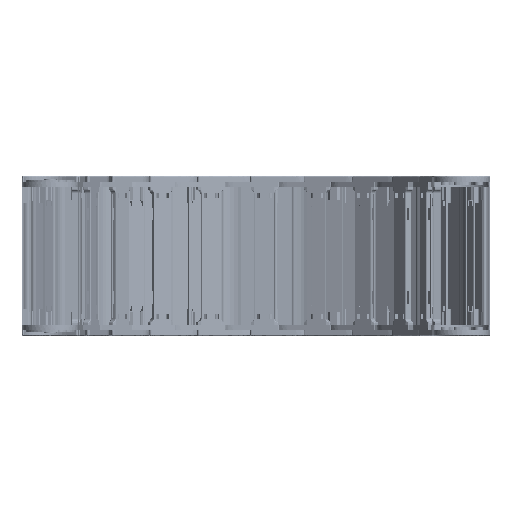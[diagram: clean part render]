
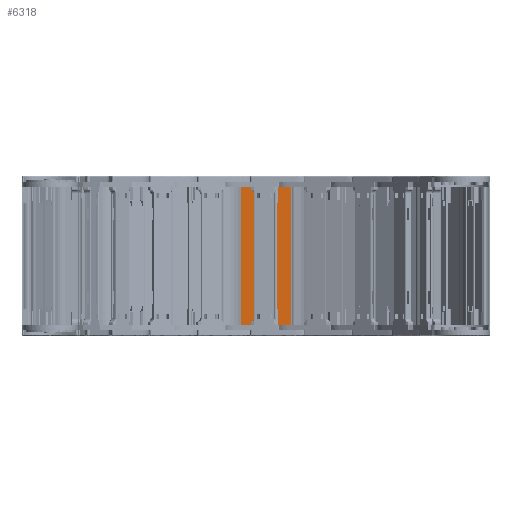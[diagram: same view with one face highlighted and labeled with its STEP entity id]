
A CAD part, left-side view. The second image highlights one B-rep face of the part: STEP entity #6318.
In plain terms, the highlighted face is planar.
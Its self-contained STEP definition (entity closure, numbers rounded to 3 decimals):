
#88 = DIRECTION ( 'NONE',  ( 0., 0., 1. ) ) ;
#719 = AXIS2_PLACEMENT_3D ( 'NONE', #23931, #6384, #15603 ) ;
#721 = VERTEX_POINT ( 'NONE', #16313 ) ;
#2410 = ORIENTED_EDGE ( 'NONE', *, *, #2656, .F. ) ;
#2515 = LINE ( 'NONE', #32990, #3457 ) ;
#2656 = EDGE_CURVE ( 'NONE', #37792, #33232, #29063, .T. ) ;
#2792 = VECTOR ( 'NONE', #8886, 1000. ) ;
#2893 = CARTESIAN_POINT ( 'NONE',  ( -13.51, -39.416, -57.805 ) ) ;
#3053 = EDGE_CURVE ( 'NONE', #37792, #22344, #22137, .T. ) ;
#3245 = CARTESIAN_POINT ( 'NONE',  ( 43.49, -39.416, -235.455 ) ) ;
#3457 = VECTOR ( 'NONE', #21279, 1000. ) ;
#3973 = CARTESIAN_POINT ( 'NONE',  ( 4.49, -39.416, -57.805 ) ) ;
#4086 = ORIENTED_EDGE ( 'NONE', *, *, #21369, .T. ) ;
#4113 = VECTOR ( 'NONE', #88, 1000. ) ;
#4265 = ORIENTED_EDGE ( 'NONE', *, *, #5687, .T. ) ;
#5094 = LINE ( 'NONE', #20658, #2792 ) ;
#5473 = FACE_OUTER_BOUND ( 'NONE', #14685, .T. ) ;
#5646 = CARTESIAN_POINT ( 'NONE',  ( 18.49, -39.416, -35.055 ) ) ;
#5687 = EDGE_CURVE ( 'NONE', #37800, #30271, #35366, .T. ) ;
#5745 = CARTESIAN_POINT ( 'NONE',  ( 24.49, -39.416, -235.455 ) ) ;
#6131 = CARTESIAN_POINT ( 'NONE',  ( -13.51, -39.416, -235.455 ) ) ;
#6291 = VERTEX_POINT ( 'NONE', #2893 ) ;
#6318 = ADVANCED_FACE ( 'NONE', ( #5473 ), #15343, .F. ) ;
#6384 = DIRECTION ( 'NONE',  ( 0., -1., 0. ) ) ;
#6789 = DIRECTION ( 'NONE',  ( 0., 0., -1. ) ) ;
#7362 = VERTEX_POINT ( 'NONE', #34734 ) ;
#7455 = VECTOR ( 'NONE', #6789, 1000. ) ;
#7587 = LINE ( 'NONE', #17618, #30076 ) ;
#7707 = DIRECTION ( 'NONE',  ( -1., 0., 0. ) ) ;
#8886 = DIRECTION ( 'NONE',  ( -1., 0., 0. ) ) ;
#9109 = CARTESIAN_POINT ( 'NONE',  ( -33.072, -39.416, -35.055 ) ) ;
#10584 = VECTOR ( 'NONE', #7707, 1000. ) ;
#10720 = DIRECTION ( 'NONE',  ( -1., 0., 0. ) ) ;
#10905 = CARTESIAN_POINT ( 'NONE',  ( -13.51, -39.416, -35.055 ) ) ;
#11083 = CARTESIAN_POINT ( 'NONE',  ( -13.51, -39.416, -235.455 ) ) ;
#11539 = LINE ( 'NONE', #28330, #10584 ) ;
#11850 = CARTESIAN_POINT ( 'NONE',  ( 24.49, -39.416, -212.735 ) ) ;
#11864 = DIRECTION ( 'NONE',  ( 0., 0., -1. ) ) ;
#12929 = CARTESIAN_POINT ( 'NONE',  ( 18.49, -39.416, -35.055 ) ) ;
#13078 = ORIENTED_EDGE ( 'NONE', *, *, #20924, .T. ) ;
#13112 = VECTOR ( 'NONE', #35536, 1000. ) ;
#14016 = LINE ( 'NONE', #6131, #13112 ) ;
#14622 = DIRECTION ( 'NONE',  ( 1., 0., 0. ) ) ;
#14639 = EDGE_CURVE ( 'NONE', #721, #33232, #33222, .T. ) ;
#14685 = EDGE_LOOP ( 'NONE', ( #4265, #19913, #30302, #18467, #22438, #2410, #38084, #29403, #13078, #22331, #4086, #25499 ) ) ;
#14713 = EDGE_CURVE ( 'NONE', #25820, #37800, #33271, .T. ) ;
#14781 = CARTESIAN_POINT ( 'NONE',  ( -33.072, -39.416, -235.455 ) ) ;
#15343 = PLANE ( 'NONE',  #719 ) ;
#15603 = DIRECTION ( 'NONE',  ( -1., 0., 0. ) ) ;
#15631 = CARTESIAN_POINT ( 'NONE',  ( 43.49, -39.416, -43.799 ) ) ;
#15731 = CARTESIAN_POINT ( 'NONE',  ( -13.51, -39.416, -212.735 ) ) ;
#16313 = CARTESIAN_POINT ( 'NONE',  ( 18.49, -39.416, -57.805 ) ) ;
#16372 = VECTOR ( 'NONE', #21267, 1000. ) ;
#16662 = VECTOR ( 'NONE', #28620, 1000. ) ;
#17382 = CARTESIAN_POINT ( 'NONE',  ( 43.49, -39.416, -35.055 ) ) ;
#17446 = EDGE_CURVE ( 'NONE', #6291, #721, #34289, .T. ) ;
#17618 = CARTESIAN_POINT ( 'NONE',  ( -13.51, -39.416, -59.805 ) ) ;
#18467 = ORIENTED_EDGE ( 'NONE', *, *, #17446, .T. ) ;
#19913 = ORIENTED_EDGE ( 'NONE', *, *, #31009, .F. ) ;
#20658 = CARTESIAN_POINT ( 'NONE',  ( 24.49, -39.416, -35.055 ) ) ;
#20924 = EDGE_CURVE ( 'NONE', #7362, #30913, #2515, .T. ) ;
#21267 = DIRECTION ( 'NONE',  ( 1., 0., 0. ) ) ;
#21279 = DIRECTION ( 'NONE',  ( 0., 0., 1. ) ) ;
#21369 = EDGE_CURVE ( 'NONE', #24914, #25820, #14016, .T. ) ;
#22137 = LINE ( 'NONE', #15631, #7455 ) ;
#22331 = ORIENTED_EDGE ( 'NONE', *, *, #28635, .F. ) ;
#22344 = VERTEX_POINT ( 'NONE', #3245 ) ;
#22438 = ORIENTED_EDGE ( 'NONE', *, *, #14639, .T. ) ;
#22835 = CARTESIAN_POINT ( 'NONE',  ( 24.49, -39.416, -35.055 ) ) ;
#23931 = CARTESIAN_POINT ( 'NONE',  ( 24.49, -39.416, -43.799 ) ) ;
#23961 = VERTEX_POINT ( 'NONE', #10905 ) ;
#24072 = VECTOR ( 'NONE', #10720, 1000. ) ;
#24914 = VERTEX_POINT ( 'NONE', #15731 ) ;
#25367 = VECTOR ( 'NONE', #29349, 1000. ) ;
#25499 = ORIENTED_EDGE ( 'NONE', *, *, #14713, .T. ) ;
#25820 = VERTEX_POINT ( 'NONE', #11083 ) ;
#28330 = CARTESIAN_POINT ( 'NONE',  ( 24.49, -39.416, -235.455 ) ) ;
#28620 = DIRECTION ( 'NONE',  ( -1., 0., 0. ) ) ;
#28635 = EDGE_CURVE ( 'NONE', #24914, #30913, #30176, .T. ) ;
#29063 = LINE ( 'NONE', #22835, #16662 ) ;
#29349 = DIRECTION ( 'NONE',  ( 0., 0., 1. ) ) ;
#29403 = ORIENTED_EDGE ( 'NONE', *, *, #31238, .T. ) ;
#30076 = VECTOR ( 'NONE', #11864, 1000. ) ;
#30176 = LINE ( 'NONE', #11850, #34334 ) ;
#30271 = VERTEX_POINT ( 'NONE', #9109 ) ;
#30302 = ORIENTED_EDGE ( 'NONE', *, *, #36609, .T. ) ;
#30913 = VERTEX_POINT ( 'NONE', #33655 ) ;
#31009 = EDGE_CURVE ( 'NONE', #23961, #30271, #5094, .T. ) ;
#31238 = EDGE_CURVE ( 'NONE', #22344, #7362, #11539, .T. ) ;
#32210 = CARTESIAN_POINT ( 'NONE',  ( -33.072, -39.416, -43.799 ) ) ;
#32990 = CARTESIAN_POINT ( 'NONE',  ( 18.49, -39.416, -210.735 ) ) ;
#33222 = LINE ( 'NONE', #5646, #25367 ) ;
#33232 = VERTEX_POINT ( 'NONE', #12929 ) ;
#33271 = LINE ( 'NONE', #5745, #24072 ) ;
#33655 = CARTESIAN_POINT ( 'NONE',  ( 18.49, -39.416, -212.735 ) ) ;
#34289 = LINE ( 'NONE', #3973, #16372 ) ;
#34334 = VECTOR ( 'NONE', #14622, 1000. ) ;
#34734 = CARTESIAN_POINT ( 'NONE',  ( 18.49, -39.416, -235.455 ) ) ;
#35366 = LINE ( 'NONE', #32210, #4113 ) ;
#35536 = DIRECTION ( 'NONE',  ( 0., 0., -1. ) ) ;
#36609 = EDGE_CURVE ( 'NONE', #23961, #6291, #7587, .T. ) ;
#37792 = VERTEX_POINT ( 'NONE', #17382 ) ;
#37800 = VERTEX_POINT ( 'NONE', #14781 ) ;
#38084 = ORIENTED_EDGE ( 'NONE', *, *, #3053, .T. ) ;
